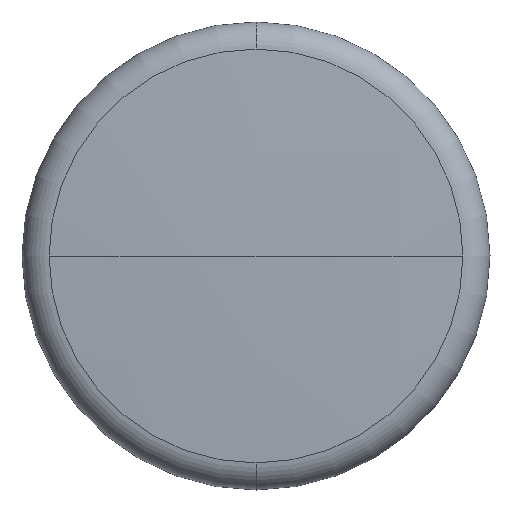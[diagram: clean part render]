
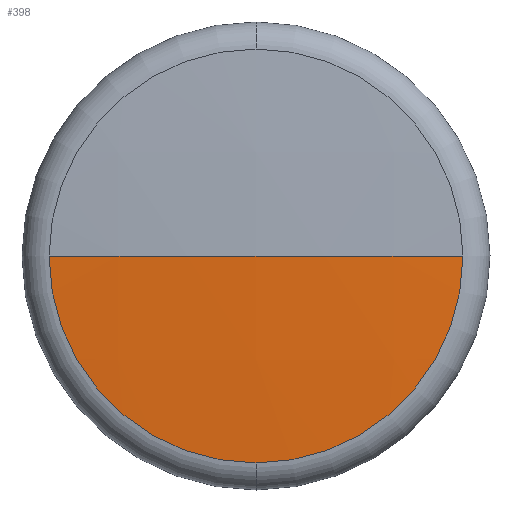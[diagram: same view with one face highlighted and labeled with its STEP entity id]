
A CAD part, front view. The second image highlights one B-rep face of the part: STEP entity #398.
In plain terms, the highlighted spherical face has radius 205.12 mm.
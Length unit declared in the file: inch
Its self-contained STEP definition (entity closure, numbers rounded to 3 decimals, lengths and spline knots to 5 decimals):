
#6 = DIRECTION ( 'NONE',  ( 0., 0., 1. ) ) ;
#27 = AXIS2_PLACEMENT_3D ( 'NONE', #207, #6, #243 ) ;
#31 = ORIENTED_EDGE ( 'NONE', *, *, #251, .F. ) ;
#33 = SPHERICAL_SURFACE ( 'NONE', #236, 8.0756 ) ;
#58 = AXIS2_PLACEMENT_3D ( 'NONE', #335, #142, #372 ) ;
#66 = ORIENTED_EDGE ( 'NONE', *, *, #381, .T. ) ;
#68 = AXIS2_PLACEMENT_3D ( 'NONE', #291, #188, #230 ) ;
#76 = EDGE_CURVE ( 'NONE', #117, #370, #422, .T. ) ;
#80 = DIRECTION ( 'NONE',  ( 0., 0., -1. ) ) ;
#97 = AXIS2_PLACEMENT_3D ( 'NONE', #303, #107, #339 ) ;
#103 = CARTESIAN_POINT ( 'NONE',  ( -0.50235, 0.01564, 0. ) ) ;
#107 = DIRECTION ( 'NONE',  ( 0., 0., -1. ) ) ;
#117 = VERTEX_POINT ( 'NONE', #311 ) ;
#142 = DIRECTION ( 'NONE',  ( 0., 1., 0. ) ) ;
#145 = CARTESIAN_POINT ( 'NONE',  ( 0., 8.0756, 0. ) ) ;
#188 = DIRECTION ( 'NONE',  ( 0., 1., 0. ) ) ;
#192 = ORIENTED_EDGE ( 'NONE', *, *, #299, .F. ) ;
#198 = FACE_OUTER_BOUND ( 'NONE', #350, .T. ) ;
#207 = CARTESIAN_POINT ( 'NONE',  ( 0., 8.0756, 0. ) ) ;
#230 = DIRECTION ( 'NONE',  ( 0., 0., 1. ) ) ;
#236 = AXIS2_PLACEMENT_3D ( 'NONE', #145, #80, #247 ) ;
#243 = DIRECTION ( 'NONE',  ( 1., 0., 0. ) ) ;
#247 = DIRECTION ( 'NONE',  ( 1., 0., 0. ) ) ;
#251 = EDGE_CURVE ( 'NONE', #420, #117, #290, .T. ) ;
#271 = CARTESIAN_POINT ( 'NONE',  ( 0., 0.01564, -0.50235 ) ) ;
#276 = CARTESIAN_POINT ( 'NONE',  ( 0., 0., 0. ) ) ;
#290 = CIRCLE ( 'NONE', #27, 8.0756 ) ;
#291 = CARTESIAN_POINT ( 'NONE',  ( 0., 0.01564, 0. ) ) ;
#299 = EDGE_CURVE ( 'NONE', #370, #324, #374, .T. ) ;
#303 = CARTESIAN_POINT ( 'NONE',  ( 0., 8.0756, 0. ) ) ;
#311 = CARTESIAN_POINT ( 'NONE',  ( 0.50235, 0.01564, 0. ) ) ;
#324 = VERTEX_POINT ( 'NONE', #103 ) ;
#335 = CARTESIAN_POINT ( 'NONE',  ( 0., 0.01564, 0. ) ) ;
#339 = DIRECTION ( 'NONE',  ( -1., 0., 0. ) ) ;
#350 = EDGE_LOOP ( 'NONE', ( #31, #66, #192, #382 ) ) ;
#352 = CIRCLE ( 'NONE', #97, 8.0756 ) ;
#370 = VERTEX_POINT ( 'NONE', #271 ) ;
#372 = DIRECTION ( 'NONE',  ( 0., 0., 1. ) ) ;
#374 = CIRCLE ( 'NONE', #58, 0.50235 ) ;
#381 = EDGE_CURVE ( 'NONE', #420, #324, #352, .T. ) ;
#382 = ORIENTED_EDGE ( 'NONE', *, *, #76, .F. ) ;
#398 = ADVANCED_FACE ( 'NONE', ( #198 ), #33, .T. ) ;
#420 = VERTEX_POINT ( 'NONE', #276 ) ;
#422 = CIRCLE ( 'NONE', #68, 0.50235 ) ;
